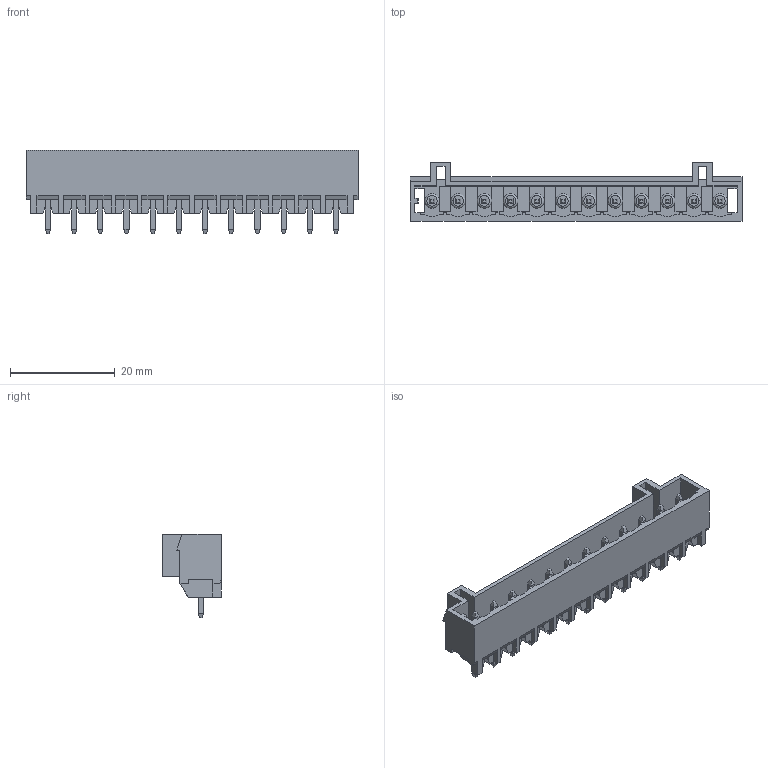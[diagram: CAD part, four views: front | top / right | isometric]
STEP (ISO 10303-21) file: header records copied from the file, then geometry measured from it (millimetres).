
FILE_DESCRIPTION(/* description */ ('Unknown'),/* implementation_level */ '2;1');
FILE_NAME(/* name */ '691371700012B',/* time_stamp */ '2018-07-12T08:39:18+02:00',/* author */ ('Unknown'),/* organization */ ('Unknown'),/* preprocessor_version */ 'ST-DEVELOPER v16.7',/* originating_system */ 'DEX',/* authorisation */ $);
FILE_SCHEMA (('AUTOMOTIVE_DESIGN {1 0 10303 214 3 1 1}'));
Length unit declared in the file: millimetre
Products named in the file (3): 6913717000xxB; 691371700012B; 6913717000xxB_PIN
Assembly tree (13 placements, depth 2):
  6913717000xxB
    691371700012B
    6913717000xxB_PIN  x12
Bounding box: 63.4 x 11.2 x 15.9 mm (x, y, z)
Volume: 2456 mm3; surface area: 5684.1 mm2
Topology: 13 solids, 13 shells, 580 faces, 1603 edges, 1008 vertices
Faces by surface type: plane 544, cylinder 24, torus 12
Full cylindrical faces by diameter (mm): 2.8 x12
Entity records: 14183 total; most frequent: CARTESIAN_POINT 2519, ORIENTED_EDGE 2518, DIRECTION 2211, EDGE_CURVE 1259, LINE 1187, VECTOR 1187, VERTEX_POINT 820, AXIS2_PLACEMENT_3D 512
